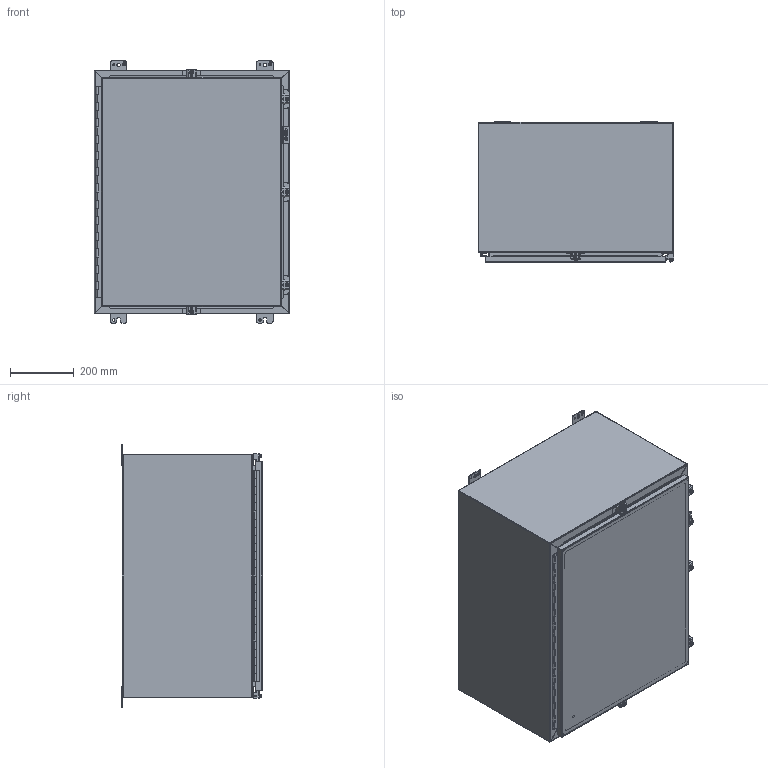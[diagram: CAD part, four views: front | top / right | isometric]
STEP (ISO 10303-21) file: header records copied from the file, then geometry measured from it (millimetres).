
FILE_DESCRIPTION (( 'STEP AP203' ), '1' );
FILE_NAME ('1418N4S16K16_Default.step', '2019-11-01T16:12:54', ( 'ADC123' ), ( 'Microsoft' ), 'SwSTEP 2.0', 'SolidWorks 2019', '' );
FILE_SCHEMA (( 'CONFIG_CONTROL_DESIGN' ));
Length unit declared in the file: inch
Products named in the file (1): 1418N4S16K16_Default
Bounding box: 611.2 x 441.32 x 819.15 mm (x, y, z)
Volume: 5221694.1 mm3; surface area: 5410940.9 mm2
Topology: 44 solids, 44 shells, 1465 faces, 3830 edges, 2508 vertices
Faces by surface type: plane 810, cylinder 511, bspline 144
Entity records: 51171 total; most frequent: CARTESIAN_POINT 15162, ORIENTED_EDGE 7660, DIRECTION 7164, EDGE_CURVE 3830, VERTEX_POINT 2508, VECTOR 2488, LINE 2488, AXIS2_PLACEMENT_3D 2338
